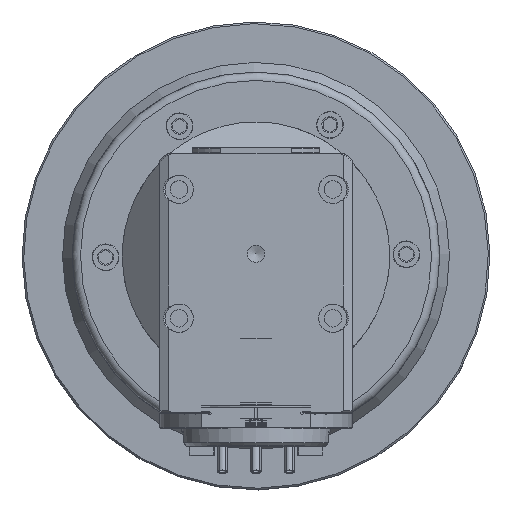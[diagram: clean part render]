
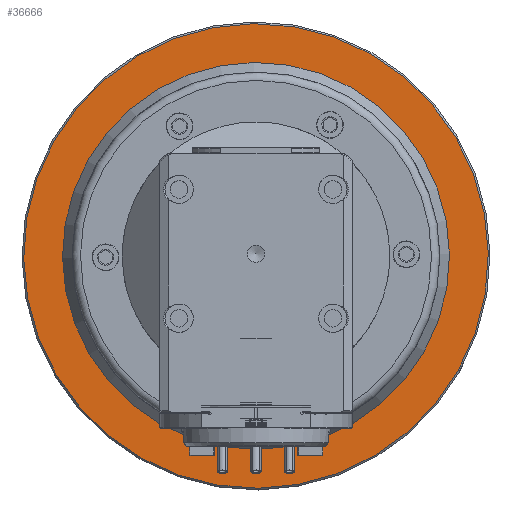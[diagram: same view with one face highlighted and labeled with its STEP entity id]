
A CAD part, top view. The second image highlights one B-rep face of the part: STEP entity #36666.
In plain terms, the highlighted planar face has unit normal (0, 0, 1).
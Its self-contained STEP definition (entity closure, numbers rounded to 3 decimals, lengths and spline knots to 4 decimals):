
#2151=FACE_BOUND('',#12804,.T.);
#2929=PLANE('',#40384);
#10363=FACE_OUTER_BOUND('',#12803,.T.);
#12803=EDGE_LOOP('',(#33059));
#12804=EDGE_LOOP('',(#33060));
#14688=CIRCLE('',#40383,5.4724);
#14689=CIRCLE('',#40385,4.558);
#18090=VERTEX_POINT('',#78900);
#18091=VERTEX_POINT('',#78904);
#23151=EDGE_CURVE('',#18090,#18090,#14688,.T.);
#23152=EDGE_CURVE('',#18091,#18091,#14689,.T.);
#33059=ORIENTED_EDGE('',*,*,#23151,.T.);
#33060=ORIENTED_EDGE('',*,*,#23152,.T.);
#36666=ADVANCED_FACE('',(#10363,#2151),#2929,.T.);
#40383=AXIS2_PLACEMENT_3D('',#78902,#49870,#49871);
#40384=AXIS2_PLACEMENT_3D('',#78903,#49872,#49873);
#40385=AXIS2_PLACEMENT_3D('',#78905,#49874,#49875);
#49870=DIRECTION('center_axis',(0.,0.,1.));
#49871=DIRECTION('ref_axis',(0.,1.,0.));
#49872=DIRECTION('center_axis',(0.,0.,1.));
#49873=DIRECTION('ref_axis',(0.,1.,0.));
#49874=DIRECTION('center_axis',(0.,0.,-1.));
#49875=DIRECTION('ref_axis',(0.,-1.,0.));
#78900=CARTESIAN_POINT('',(0.,5.4724,-0.3937));
#78902=CARTESIAN_POINT('Origin',(0.,0.,
-0.3937));
#78903=CARTESIAN_POINT('Origin',(0.,0.,-0.3937));
#78904=CARTESIAN_POINT('',(0.,4.558,-0.3937));
#78905=CARTESIAN_POINT('Origin',(0.,0.,
-0.3937));
